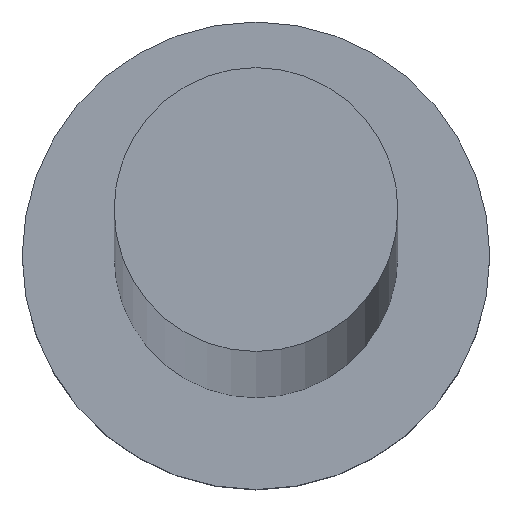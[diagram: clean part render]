
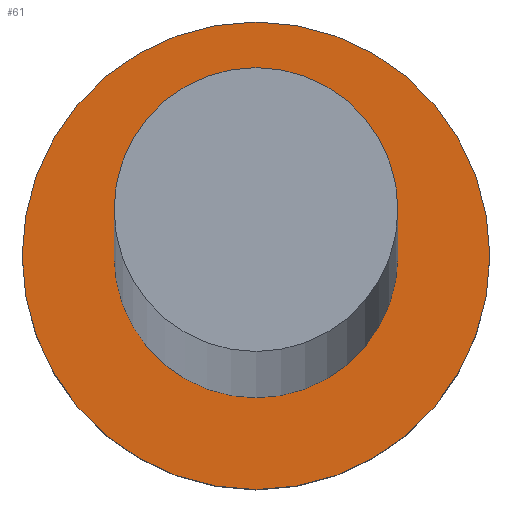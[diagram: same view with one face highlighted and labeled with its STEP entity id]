
A CAD part, top view. The second image highlights one B-rep face of the part: STEP entity #61.
In plain terms, the highlighted planar face has unit normal (0, 0, 1).
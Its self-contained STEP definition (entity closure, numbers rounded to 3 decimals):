
#2 = CIRCLE ( 'NONE', #39, 4.25 ) ;
#13 = FACE_OUTER_BOUND ( 'NONE', #183, .T. ) ;
#14 = CARTESIAN_POINT ( 'NONE',  ( -4.25, 0., 6.5 ) ) ;
#16 = CIRCLE ( 'NONE', #252, 4.25 ) ;
#19 = EDGE_CURVE ( 'NONE', #238, #89, #16, .T. ) ;
#34 = CARTESIAN_POINT ( 'NONE',  ( 7., 0., 6.5 ) ) ;
#38 = DIRECTION ( 'NONE',  ( 0., 0., 1. ) ) ;
#39 = AXIS2_PLACEMENT_3D ( 'NONE', #205, #38, #191 ) ;
#52 = EDGE_CURVE ( 'NONE', #89, #238, #2, .T. ) ;
#56 = DIRECTION ( 'NONE',  ( 1., 0., 0. ) ) ;
#61 = ADVANCED_FACE ( 'NONE', ( #79, #13 ), #151, .T. ) ;
#65 = CARTESIAN_POINT ( 'NONE',  ( 4.25, 0., 6.5 ) ) ;
#74 = AXIS2_PLACEMENT_3D ( 'NONE', #111, #172, #126 ) ;
#79 = FACE_BOUND ( 'NONE', #201, .T. ) ;
#84 = EDGE_CURVE ( 'NONE', #163, #108, #179, .T. ) ;
#89 = VERTEX_POINT ( 'NONE', #14 ) ;
#96 = CARTESIAN_POINT ( 'NONE',  ( -7., 0., 6.5 ) ) ;
#104 = AXIS2_PLACEMENT_3D ( 'NONE', #227, #209, #56 ) ;
#108 = VERTEX_POINT ( 'NONE', #34 ) ;
#111 = CARTESIAN_POINT ( 'NONE',  ( 0., 0., 6.5 ) ) ;
#121 = ORIENTED_EDGE ( 'NONE', *, *, #52, .F. ) ;
#125 = DIRECTION ( 'NONE',  ( 1., 0., 0. ) ) ;
#126 = DIRECTION ( 'NONE',  ( 1., 0., 0. ) ) ;
#140 = ORIENTED_EDGE ( 'NONE', *, *, #19, .F. ) ;
#144 = CARTESIAN_POINT ( 'NONE',  ( 0., 0., 6.5 ) ) ;
#147 = DIRECTION ( 'NONE',  ( 0., 0., 1. ) ) ;
#151 = PLANE ( 'NONE',  #104 ) ;
#163 = VERTEX_POINT ( 'NONE', #96 ) ;
#172 = DIRECTION ( 'NONE',  ( 0., 0., 1. ) ) ;
#179 = CIRCLE ( 'NONE', #74, 7. ) ;
#180 = ORIENTED_EDGE ( 'NONE', *, *, #190, .T. ) ;
#183 = EDGE_LOOP ( 'NONE', ( #243, #180 ) ) ;
#187 = AXIS2_PLACEMENT_3D ( 'NONE', #144, #220, #245 ) ;
#190 = EDGE_CURVE ( 'NONE', #108, #163, #237, .T. ) ;
#191 = DIRECTION ( 'NONE',  ( 1., 0., 0. ) ) ;
#201 = EDGE_LOOP ( 'NONE', ( #121, #140 ) ) ;
#205 = CARTESIAN_POINT ( 'NONE',  ( 0., 0., 6.5 ) ) ;
#209 = DIRECTION ( 'NONE',  ( 0., 0., 1. ) ) ;
#220 = DIRECTION ( 'NONE',  ( 0., 0., 1. ) ) ;
#227 = CARTESIAN_POINT ( 'NONE',  ( 0., 0., 6.5 ) ) ;
#237 = CIRCLE ( 'NONE', #187, 7. ) ;
#238 = VERTEX_POINT ( 'NONE', #65 ) ;
#243 = ORIENTED_EDGE ( 'NONE', *, *, #84, .T. ) ;
#245 = DIRECTION ( 'NONE',  ( 1., 0., 0. ) ) ;
#249 = CARTESIAN_POINT ( 'NONE',  ( 0., 0., 6.5 ) ) ;
#252 = AXIS2_PLACEMENT_3D ( 'NONE', #249, #147, #125 ) ;
